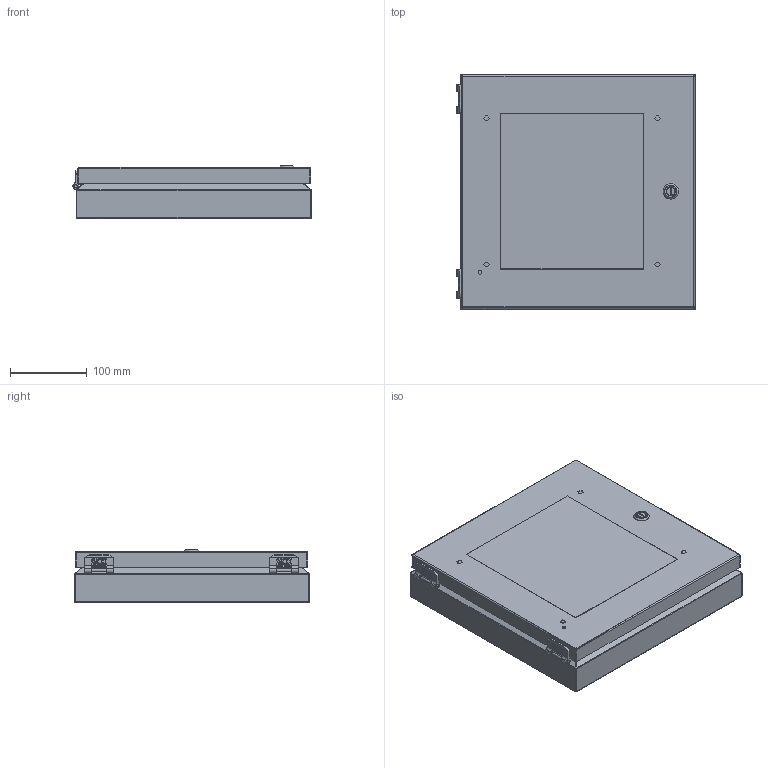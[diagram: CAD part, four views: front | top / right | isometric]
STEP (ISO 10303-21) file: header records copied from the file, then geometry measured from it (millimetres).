
FILE_DESCRIPTION (( 'STEP AP214' ), '1' );
FILE_NAME ('SCE-HWK1212.STEP', '2022-07-26T18:06:36', ( '' ), ( '' ), 'SwSTEP 2.0', 'SolidWorks 2021', '' );
FILE_SCHEMA (( 'AUTOMOTIVE_DESIGN' ));
Length unit declared in the file: inch
Products named in the file (1): SCE-HWK1212
Bounding box: 310.4 x 306.32 x 69.4 mm (x, y, z)
Volume: 575473.8 mm3; surface area: 497153.1 mm2
Topology: 29 solids, 29 shells, 1324 faces, 3192 edges, 1921 vertices
Faces by surface type: plane 435, cylinder 419, bspline 372, torus 52, sphere 28, cone 18
Full cylindrical faces by diameter (mm): 0.508 x2, 2.54 x2, 3.505 x8, 3.962 x6, 4.013 x4, 4.318 x2, 4.826 x1, 4.981 x1, 5.08 x1, 5.385 x4, 5.537 x4, 6.058 x1, 6.463 x1, 6.604 x2, 6.655 x4, 6.824 x1, 7.167 x1, 7.874 x1, 8.28 x1, 8.89 x1, 10.922 x1, 11.684 x1, 12.065 x1, 12.17 x2, 16.002 x1, 20.018 x1
Entity records: 65985 total; most frequent: CARTESIAN_POINT 39724, ORIENTED_EDGE 6052, DIRECTION 4015, EDGE_CURVE 3026, VERTEX_POINT 1893, AXIS2_PLACEMENT_3D 1504, EDGE_LOOP 1499, FACE_OUTER_BOUND 1399
